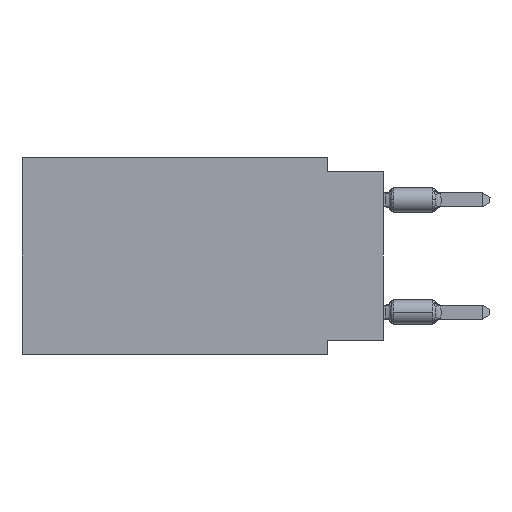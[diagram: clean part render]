
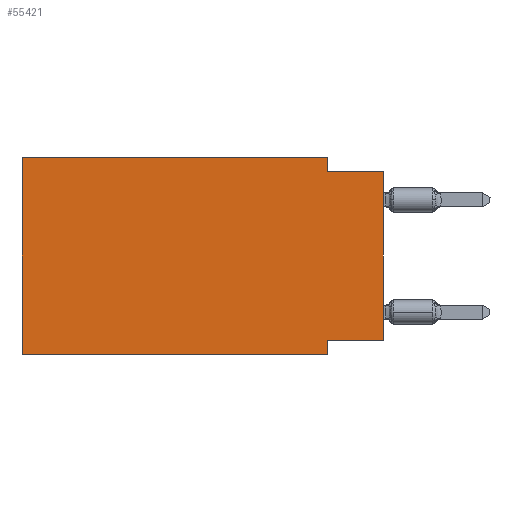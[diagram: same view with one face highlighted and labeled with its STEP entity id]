
A CAD part, left-side view. The second image highlights one B-rep face of the part: STEP entity #55421.
In plain terms, the highlighted planar face has unit normal (-1, 0, 0).
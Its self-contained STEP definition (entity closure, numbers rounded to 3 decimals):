
#994 = DIRECTION ( 'NONE',  ( 0., 0., -1. ) ) ;
#2170 = VECTOR ( 'NONE', #994, 1000. ) ;
#3253 = VECTOR ( 'NONE', #12365, 1000. ) ;
#3424 = CARTESIAN_POINT ( 'NONE',  ( 0., 16.383, 0. ) ) ;
#3945 = ORIENTED_EDGE ( 'NONE', *, *, #12108, .F. ) ;
#4102 = CARTESIAN_POINT ( 'NONE',  ( 0., 2.54, -8.255 ) ) ;
#5633 = LINE ( 'NONE', #43545, #2170 ) ;
#6757 = VERTEX_POINT ( 'NONE', #51555 ) ;
#7133 = LINE ( 'NONE', #3424, #16084 ) ;
#7566 = DIRECTION ( 'NONE',  ( 0., -1., 0. ) ) ;
#9021 = LINE ( 'NONE', #42589, #13509 ) ;
#9073 = VERTEX_POINT ( 'NONE', #56329 ) ;
#9232 = VECTOR ( 'NONE', #46872, 1000. ) ;
#9382 = EDGE_CURVE ( 'NONE', #47111, #50936, #7133, .T. ) ;
#10961 = ORIENTED_EDGE ( 'NONE', *, *, #27411, .T. ) ;
#12108 = EDGE_CURVE ( 'NONE', #37773, #59356, #14234, .T. ) ;
#12365 = DIRECTION ( 'NONE',  ( 0., 0., 1. ) ) ;
#13073 = DIRECTION ( 'NONE',  ( 0., 0., -1. ) ) ;
#13462 = CARTESIAN_POINT ( 'NONE',  ( 0., 0., -8.255 ) ) ;
#13509 = VECTOR ( 'NONE', #51281, 1000. ) ;
#14112 = ORIENTED_EDGE ( 'NONE', *, *, #61214, .T. ) ;
#14234 = LINE ( 'NONE', #14525, #9232 ) ;
#14525 = CARTESIAN_POINT ( 'NONE',  ( 0., 2.54, -8.89 ) ) ;
#16084 = VECTOR ( 'NONE', #26105, 1000. ) ;
#16706 = LINE ( 'NONE', #36606, #3253 ) ;
#16718 = EDGE_CURVE ( 'NONE', #46148, #47111, #32683, .T. ) ;
#18130 = VECTOR ( 'NONE', #31770, 1000. ) ;
#21308 = CARTESIAN_POINT ( 'NONE',  ( 0., 16.383, 0. ) ) ;
#21806 = ORIENTED_EDGE ( 'NONE', *, *, #26919, .F. ) ;
#22083 = PLANE ( 'NONE',  #57240 ) ;
#26105 = DIRECTION ( 'NONE',  ( 0., -1., 0. ) ) ;
#26228 = CARTESIAN_POINT ( 'NONE',  ( 0., 16.383, -8.89 ) ) ;
#26757 = FACE_OUTER_BOUND ( 'NONE', #61378, .T. ) ;
#26919 = EDGE_CURVE ( 'NONE', #50936, #9073, #5633, .T. ) ;
#27411 = EDGE_CURVE ( 'NONE', #61302, #6757, #16706, .T. ) ;
#27420 = ORIENTED_EDGE ( 'NONE', *, *, #55204, .F. ) ;
#29282 = CARTESIAN_POINT ( 'NONE',  ( 0., 16.383, -8.89 ) ) ;
#31328 = EDGE_CURVE ( 'NONE', #61302, #37773, #9021, .T. ) ;
#31770 = DIRECTION ( 'NONE',  ( 0., 0., 1. ) ) ;
#31839 = LINE ( 'NONE', #26228, #36736 ) ;
#32683 = LINE ( 'NONE', #36730, #18130 ) ;
#32739 = LINE ( 'NONE', #43259, #47280 ) ;
#33965 = ORIENTED_EDGE ( 'NONE', *, *, #9382, .F. ) ;
#35195 = ORIENTED_EDGE ( 'NONE', *, *, #31328, .F. ) ;
#36606 = CARTESIAN_POINT ( 'NONE',  ( 0., 0., 0. ) ) ;
#36730 = CARTESIAN_POINT ( 'NONE',  ( 0., 16.383, 0. ) ) ;
#36736 = VECTOR ( 'NONE', #7566, 1000. ) ;
#37773 = VERTEX_POINT ( 'NONE', #4102 ) ;
#41066 = DIRECTION ( 'NONE',  ( 1., 0., 0. ) ) ;
#41604 = CARTESIAN_POINT ( 'NONE',  ( 0., 2.54, 0. ) ) ;
#42366 = DIRECTION ( 'NONE',  ( 0., -1., 0. ) ) ;
#42589 = CARTESIAN_POINT ( 'NONE',  ( 0., 0., -8.255 ) ) ;
#43259 = CARTESIAN_POINT ( 'NONE',  ( 0., 0., -0.635 ) ) ;
#43545 = CARTESIAN_POINT ( 'NONE',  ( 0., 2.54, 0. ) ) ;
#45376 = CARTESIAN_POINT ( 'NONE',  ( 0., 16.383, 0. ) ) ;
#46148 = VERTEX_POINT ( 'NONE', #29282 ) ;
#46872 = DIRECTION ( 'NONE',  ( 0., 0., -1. ) ) ;
#47111 = VERTEX_POINT ( 'NONE', #21308 ) ;
#47280 = VECTOR ( 'NONE', #42366, 1000. ) ;
#50936 = VERTEX_POINT ( 'NONE', #41604 ) ;
#51281 = DIRECTION ( 'NONE',  ( 0., 1., 0. ) ) ;
#51555 = CARTESIAN_POINT ( 'NONE',  ( 0., 0., -0.635 ) ) ;
#52071 = CARTESIAN_POINT ( 'NONE',  ( 0., 2.54, -8.89 ) ) ;
#55204 = EDGE_CURVE ( 'NONE', #9073, #6757, #32739, .T. ) ;
#55421 = ADVANCED_FACE ( 'NONE', ( #26757 ), #22083, .F. ) ;
#56329 = CARTESIAN_POINT ( 'NONE',  ( 0., 2.54, -0.635 ) ) ;
#57240 = AXIS2_PLACEMENT_3D ( 'NONE', #45376, #41066, #13073 ) ;
#59356 = VERTEX_POINT ( 'NONE', #52071 ) ;
#60772 = ORIENTED_EDGE ( 'NONE', *, *, #16718, .F. ) ;
#61214 = EDGE_CURVE ( 'NONE', #46148, #59356, #31839, .T. ) ;
#61302 = VERTEX_POINT ( 'NONE', #13462 ) ;
#61378 = EDGE_LOOP ( 'NONE', ( #10961, #27420, #21806, #33965, #60772, #14112, #3945, #35195 ) ) ;
